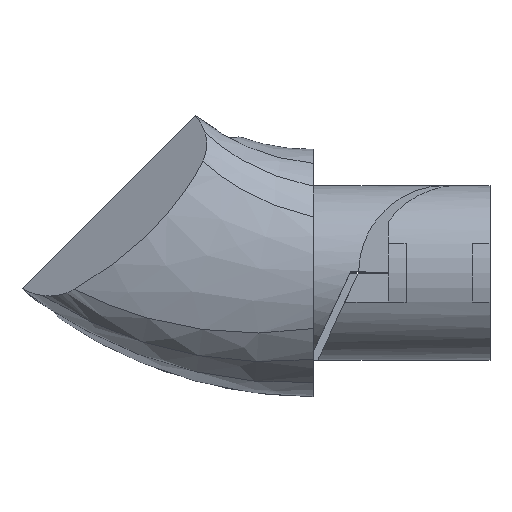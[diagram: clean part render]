
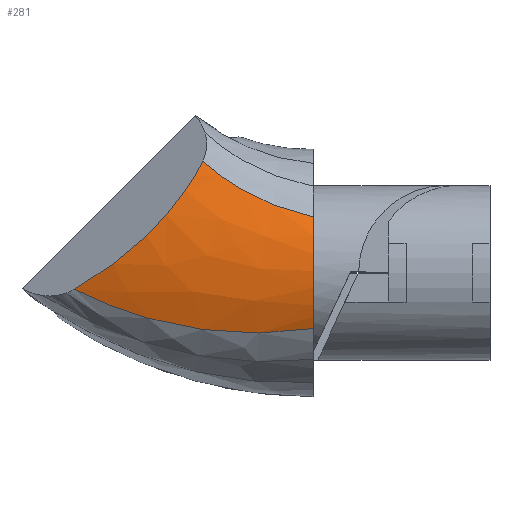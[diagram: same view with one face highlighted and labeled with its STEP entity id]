
A CAD part, top view. The second image highlights one B-rep face of the part: STEP entity #281.
In plain terms, the highlighted free-form (B-spline) face has degree [3, 3] with [11, 7] control points.
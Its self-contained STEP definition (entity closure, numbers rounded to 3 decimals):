
#281=ADVANCED_FACE('',(#557),#558,.F.);
#557=FACE_OUTER_BOUND('',#1605,.T.);
#558=B_SPLINE_SURFACE_WITH_KNOTS('',3,3,((#1606,#1607,#1608,#1609,#1610,#1611,#1612),(#1613,#1614,#1615,#1616,#1617,#1618,#1619),(#1620,#1621,#1622,#1623,#1624,#1625,#1626),(#1627,#1628,#1629,#1630,#1631,#1632,#1633),(#1634,#1635,#1636,#1637,#1638,#1639,#1640),(#1641,#1642,#1643,#1644,#1645,#1646,#1647),(#1648,#1649,#1650,#1651,#1652,#1653,#1654),(#1655,#1656,#1657,#1658,#1659,#1660,#1661),(#1662,#1663,#1664,#1665,#1666,#1667,#1668),(#1669,#1670,#1671,#1672,#1673,#1674,#1675),(#1676,#1677,#1678,#1679,#1680,#1681,#1682)),.UNSPECIFIED.,.F.,.F.,.F.,(4,1,1,1,1,1,1,1,4),(4,1,1,1,4),(0.,0.125,0.25,0.375,0.5,0.625,0.75,0.875,1.),(0.,6.061,12.122,18.183,21.348),.UNSPECIFIED.);
#1605=EDGE_LOOP('',(#2527,#2528,#2529,#2530));
#1606=CARTESIAN_POINT('',(0.,6.305,12.5));
#1607=CARTESIAN_POINT('',(-1.647,6.667,12.5));
#1608=CARTESIAN_POINT('',(-4.787,7.658,12.5));
#1609=CARTESIAN_POINT('',(-8.923,9.794,12.5));
#1610=CARTESIAN_POINT('',(-11.866,12.006,12.5));
#1611=CARTESIAN_POINT('',(-13.394,13.478,12.5));
#1612=CARTESIAN_POINT('',(-13.889,13.996,12.5));
#1613=CARTESIAN_POINT('',(0.,5.707,12.802));
#1614=CARTESIAN_POINT('',(-1.684,6.06,12.794));
#1615=CARTESIAN_POINT('',(-4.905,7.038,12.777));
#1616=CARTESIAN_POINT('',(-9.172,9.183,12.752));
#1617=CARTESIAN_POINT('',(-12.227,11.425,12.73));
#1618=CARTESIAN_POINT('',(-13.82,12.926,12.718));
#1619=CARTESIAN_POINT('',(-14.337,13.455,12.714));
#1620=CARTESIAN_POINT('',(0.,4.565,13.273));
#1621=CARTESIAN_POINT('',(-1.756,4.883,13.258));
#1622=CARTESIAN_POINT('',(-5.137,5.806,13.229));
#1623=CARTESIAN_POINT('',(-9.681,7.921,13.187));
#1624=CARTESIAN_POINT('',(-12.989,10.194,13.151));
#1625=CARTESIAN_POINT('',(-14.735,11.739,13.129));
#1626=CARTESIAN_POINT('',(-15.304,12.287,13.122));
#1627=CARTESIAN_POINT('',(0.,2.971,13.712));
#1628=CARTESIAN_POINT('',(-1.857,3.2,13.702));
#1629=CARTESIAN_POINT('',(-5.476,3.966,13.683));
#1630=CARTESIAN_POINT('',(-10.476,5.934,13.654));
#1631=CARTESIAN_POINT('',(-14.228,8.182,13.63));
#1632=CARTESIAN_POINT('',(-16.257,9.764,13.616));
#1633=CARTESIAN_POINT('',(-16.924,10.331,13.611));
#1634=CARTESIAN_POINT('',(0.,1.463,13.95));
#1635=CARTESIAN_POINT('',(-1.951,1.579,13.948));
#1636=CARTESIAN_POINT('',(-5.807,2.135,13.943));
#1637=CARTESIAN_POINT('',(-11.291,3.884,13.937));
#1638=CARTESIAN_POINT('',(-15.535,6.058,13.931));
#1639=CARTESIAN_POINT('',(-17.882,7.655,13.928));
#1640=CARTESIAN_POINT('',(-18.66,8.235,13.927));
#1641=CARTESIAN_POINT('',(0.,0.,14.025));
#1642=CARTESIAN_POINT('',(-2.043,-0.01,14.026));
#1643=CARTESIAN_POINT('',(-6.135,0.31,14.028));
#1644=CARTESIAN_POINT('',(-12.117,1.802,14.032));
#1645=CARTESIAN_POINT('',(-16.875,3.876,14.034));
#1646=CARTESIAN_POINT('',(-19.56,5.478,14.036));
#1647=CARTESIAN_POINT('',(-20.456,6.066,14.036));
#1648=CARTESIAN_POINT('',(0.,-1.463,13.95));
#1649=CARTESIAN_POINT('',(-2.135,-1.6,13.948));
#1650=CARTESIAN_POINT('',(-6.463,-1.515,13.943));
#1651=CARTESIAN_POINT('',(-12.943,-0.28,13.937));
#1652=CARTESIAN_POINT('',(-18.215,1.694,13.931));
#1653=CARTESIAN_POINT('',(-21.239,3.3,13.928));
#1654=CARTESIAN_POINT('',(-22.252,3.898,13.927));
#1655=CARTESIAN_POINT('',(0.,-2.971,13.712));
#1656=CARTESIAN_POINT('',(-2.23,-3.221,13.702));
#1657=CARTESIAN_POINT('',(-6.795,-3.346,13.683));
#1658=CARTESIAN_POINT('',(-13.758,-2.33,13.654));
#1659=CARTESIAN_POINT('',(-19.522,-0.43,13.63));
#1660=CARTESIAN_POINT('',(-22.864,1.191,13.616));
#1661=CARTESIAN_POINT('',(-23.989,1.801,13.611));
#1662=CARTESIAN_POINT('',(0.,-4.565,13.273));
#1663=CARTESIAN_POINT('',(-2.331,-4.903,13.258));
#1664=CARTESIAN_POINT('',(-7.133,-5.186,13.229));
#1665=CARTESIAN_POINT('',(-14.553,-4.317,13.187));
#1666=CARTESIAN_POINT('',(-20.762,-2.442,13.151));
#1667=CARTESIAN_POINT('',(-24.386,-0.784,13.129));
#1668=CARTESIAN_POINT('',(-25.608,-0.155,13.122));
#1669=CARTESIAN_POINT('',(0.,-5.707,12.802));
#1670=CARTESIAN_POINT('',(-2.402,-6.08,12.794));
#1671=CARTESIAN_POINT('',(-7.365,-6.419,12.777));
#1672=CARTESIAN_POINT('',(-15.063,-5.578,12.752));
#1673=CARTESIAN_POINT('',(-21.523,-3.673,12.73));
#1674=CARTESIAN_POINT('',(-25.301,-1.971,12.718));
#1675=CARTESIAN_POINT('',(-26.576,-1.323,12.714));
#1676=CARTESIAN_POINT('',(0.,-6.305,12.5));
#1677=CARTESIAN_POINT('',(-2.44,-6.687,12.5));
#1678=CARTESIAN_POINT('',(-7.483,-7.038,12.5));
#1679=CARTESIAN_POINT('',(-15.311,-6.19,12.5));
#1680=CARTESIAN_POINT('',(-21.884,-4.255,12.5));
#1681=CARTESIAN_POINT('',(-25.727,-2.523,12.5));
#1682=CARTESIAN_POINT('',(-27.024,-1.864,12.5));
#2527=ORIENTED_EDGE('',*,*,#2722,.F.);
#2528=ORIENTED_EDGE('',*,*,#2854,.T.);
#2529=ORIENTED_EDGE('',*,*,#2743,.F.);
#2530=ORIENTED_EDGE('',*,*,#2852,.T.);
#2722=EDGE_CURVE('',#3131,#3133,#3134,.T.);
#2743=EDGE_CURVE('',#3167,#3169,#3170,.T.);
#2852=EDGE_CURVE('',#3167,#3133,#3322,.T.);
#2854=EDGE_CURVE('',#3131,#3169,#3324,.F.);
#3131=VERTEX_POINT('',#3845);
#3133=VERTEX_POINT('',#3852);
#3134=B_SPLINE_CURVE_WITH_KNOTS('',3,(#3853,#3854,#3855,#3856,#3857,#3858,#3859,#3860),.UNSPECIFIED.,.F.,.F.,(4,2,2,4),(0.,1.192,1.837,2.429),.UNSPECIFIED.);
#3167=VERTEX_POINT('',#3970);
#3169=VERTEX_POINT('',#3977);
#3170=B_SPLINE_CURVE_WITH_KNOTS('',3,(#3978,#3979,#3980,#3981,#3982,#3983,#3984,#3985,#3986,#3987,#3988),.UNSPECIFIED.,.F.,.F.,(4,1,1,1,1,1,1,1,4),(0.0,0.125,0.25,0.375,0.5,0.625,0.75,0.875,1.0),.UNSPECIFIED.);
#3322=B_SPLINE_CURVE_WITH_KNOTS('',3,(#4233,#4234,#4235,#4236,#4237,#4238,#4239),.UNSPECIFIED.,.F.,.F.,(4,1,1,1,4),(0.,6.061,12.122,18.183,18.546),.UNSPECIFIED.);
#3324=B_SPLINE_CURVE_WITH_KNOTS('',3,(#4241,#4242,#4243,#4244,#4245,#4246,#4247),.UNSPECIFIED.,.F.,.F.,(4,1,1,1,4),(0.,6.061,12.122,18.183,21.348),.UNSPECIFIED.);
#3845=CARTESIAN_POINT('',(-27.024,-1.864,12.5));
#3852=CARTESIAN_POINT('',(-12.506,12.654,12.5));
#3853=CARTESIAN_POINT('',(-27.024,-1.864,12.5));
#3854=CARTESIAN_POINT('',(-23.689,0.052,13.503));
#3855=CARTESIAN_POINT('',(-20.802,2.267,13.978));
#3856=CARTESIAN_POINT('',(-17.186,5.837,14.011));
#3857=CARTESIAN_POINT('',(-16.016,7.178,13.89));
#3858=CARTESIAN_POINT('',(-14.024,9.908,13.368));
#3859=CARTESIAN_POINT('',(-13.206,11.248,12.999));
#3860=CARTESIAN_POINT('',(-12.506,12.654,12.5));
#3970=CARTESIAN_POINT('',(0.0,6.305,12.5));
#3977=CARTESIAN_POINT('',(0.0,-6.305,12.5));
#3978=CARTESIAN_POINT('',(0.0,6.305,12.5));
#3979=CARTESIAN_POINT('',(0.0,5.707,12.802));
#3980=CARTESIAN_POINT('',(0.0,4.565,13.273));
#3981=CARTESIAN_POINT('',(0.0,2.971,13.712));
#3982=CARTESIAN_POINT('',(0.0,1.463,13.95));
#3983=CARTESIAN_POINT('',(0.0,0.0,14.025));
#3984=CARTESIAN_POINT('',(0.0,-1.463,13.95));
#3985=CARTESIAN_POINT('',(0.0,-2.971,13.712));
#3986=CARTESIAN_POINT('',(0.0,-4.565,13.273));
#3987=CARTESIAN_POINT('',(0.0,-5.707,12.802));
#3988=CARTESIAN_POINT('',(0.0,-6.305,12.5));
#4233=CARTESIAN_POINT('',(0.,6.305,12.5));
#4234=CARTESIAN_POINT('',(-1.647,6.667,12.5));
#4235=CARTESIAN_POINT('',(-4.787,7.658,12.5));
#4236=CARTESIAN_POINT('',(-8.923,9.794,12.5));
#4237=CARTESIAN_POINT('',(-11.327,11.601,12.5));
#4238=CARTESIAN_POINT('',(-12.443,12.597,12.5));
#4239=CARTESIAN_POINT('',(-12.506,12.654,12.5));
#4241=CARTESIAN_POINT('',(0.,-6.305,12.5));
#4242=CARTESIAN_POINT('',(-2.44,-6.687,12.5));
#4243=CARTESIAN_POINT('',(-7.483,-7.038,12.5));
#4244=CARTESIAN_POINT('',(-15.311,-6.19,12.5));
#4245=CARTESIAN_POINT('',(-21.884,-4.255,12.5));
#4246=CARTESIAN_POINT('',(-25.727,-2.523,12.5));
#4247=CARTESIAN_POINT('',(-27.024,-1.864,12.5));
